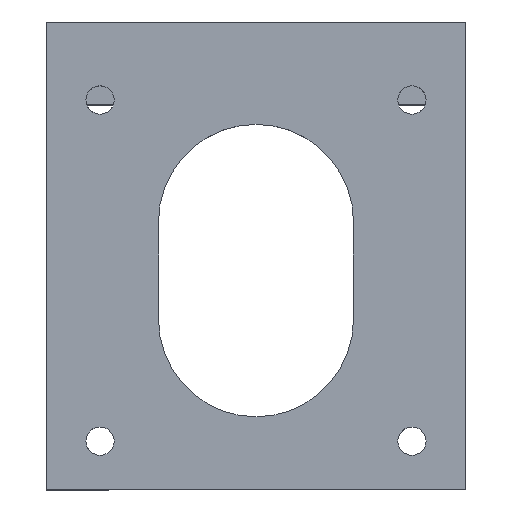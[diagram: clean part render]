
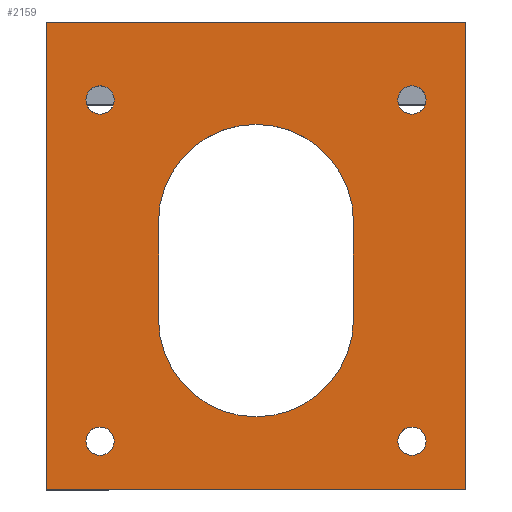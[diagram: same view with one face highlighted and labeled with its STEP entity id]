
A CAD part, top view. The second image highlights one B-rep face of the part: STEP entity #2159.
In plain terms, the highlighted planar face has unit normal (0, 0, 1).
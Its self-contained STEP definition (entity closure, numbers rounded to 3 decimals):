
#39 = CARTESIAN_POINT ( 'NONE',  ( 14.55, -43., 20. ) ) ;
#48 = ORIENTED_EDGE ( 'NONE', *, *, #1734, .F. ) ;
#66 = VERTEX_POINT ( 'NONE', #2889 ) ;
#75 = VERTEX_POINT ( 'NONE', #206 ) ;
#89 = LINE ( 'NONE', #3139, #125 ) ;
#109 = ORIENTED_EDGE ( 'NONE', *, *, #1643, .T. ) ;
#125 = VECTOR ( 'NONE', #409, 1000. ) ;
#171 = CARTESIAN_POINT ( 'NONE',  ( 10., -20.5, 20. ) ) ;
#202 = DIRECTION ( 'NONE',  ( 0., 0., 1. ) ) ;
#206 = CARTESIAN_POINT ( 'NONE',  ( -17.45, -8., 20. ) ) ;
#238 = DIRECTION ( 'NONE',  ( -1., 0., 0. ) ) ;
#239 = CARTESIAN_POINT ( 'NONE',  ( -16., -8., 20. ) ) ;
#245 = DIRECTION ( 'NONE',  ( 1., 0., 0. ) ) ;
#263 = DIRECTION ( 'NONE',  ( 0., 0., 1. ) ) ;
#275 = AXIS2_PLACEMENT_3D ( 'NONE', #1446, #1459, #1481 ) ;
#284 = VERTEX_POINT ( 'NONE', #1334 ) ;
#292 = VERTEX_POINT ( 'NONE', #2938 ) ;
#294 = DIRECTION ( 'NONE',  ( -1., 0., 0. ) ) ;
#341 = EDGE_LOOP ( 'NONE', ( #1916, #1327 ) ) ;
#345 = CARTESIAN_POINT ( 'NONE',  ( -14.55, -43., 20. ) ) ;
#360 = EDGE_CURVE ( 'NONE', #1161, #292, #89, .T. ) ;
#409 = DIRECTION ( 'NONE',  ( 0., 1., 0. ) ) ;
#441 = VERTEX_POINT ( 'NONE', #2580 ) ;
#442 = FACE_BOUND ( 'NONE', #2017, .T. ) ;
#461 = DIRECTION ( 'NONE',  ( 1., 0., 0. ) ) ;
#493 = VECTOR ( 'NONE', #2386, 1000. ) ;
#513 = CARTESIAN_POINT ( 'NONE',  ( 16., -43., 20. ) ) ;
#531 = CIRCLE ( 'NONE', #812, 10. ) ;
#552 = VERTEX_POINT ( 'NONE', #2640 ) ;
#558 = VECTOR ( 'NONE', #1605, 1000. ) ;
#575 = CARTESIAN_POINT ( 'NONE',  ( 16., -43., 20. ) ) ;
#590 = DIRECTION ( 'NONE',  ( 0., 0., 1. ) ) ;
#631 = DIRECTION ( 'NONE',  ( 0., -1., 0. ) ) ;
#632 = CARTESIAN_POINT ( 'NONE',  ( -16., -8., 20. ) ) ;
#642 = EDGE_LOOP ( 'NONE', ( #940, #1021, #2495, #2380 ) ) ;
#671 = VECTOR ( 'NONE', #631, 1000. ) ;
#674 = CARTESIAN_POINT ( 'NONE',  ( -10., -20.5, 20. ) ) ;
#681 = CARTESIAN_POINT ( 'NONE',  ( -21.5, 0., 20. ) ) ;
#733 = DIRECTION ( 'NONE',  ( 0., 0., 1. ) ) ;
#740 = ORIENTED_EDGE ( 'NONE', *, *, #1598, .T. ) ;
#746 = EDGE_CURVE ( 'NONE', #1169, #3482, #531, .T. ) ;
#780 = CIRCLE ( 'NONE', #898, 1.45 ) ;
#812 = AXIS2_PLACEMENT_3D ( 'NONE', #1739, #930, #891 ) ;
#835 = DIRECTION ( 'NONE',  ( 0., -1., 0. ) ) ;
#853 = EDGE_CURVE ( 'NONE', #3339, #552, #3394, .T. ) ;
#891 = DIRECTION ( 'NONE',  ( 1., 0., 0. ) ) ;
#897 = AXIS2_PLACEMENT_3D ( 'NONE', #239, #733, #1824 ) ;
#898 = AXIS2_PLACEMENT_3D ( 'NONE', #632, #1722, #1160 ) ;
#930 = DIRECTION ( 'NONE',  ( 0., 0., 1. ) ) ;
#935 = EDGE_CURVE ( 'NONE', #552, #1169, #1298, .T. ) ;
#940 = ORIENTED_EDGE ( 'NONE', *, *, #746, .F. ) ;
#981 = EDGE_CURVE ( 'NONE', #3482, #3339, #2192, .T. ) ;
#1001 = AXIS2_PLACEMENT_3D ( 'NONE', #3029, #590, #238 ) ;
#1021 = ORIENTED_EDGE ( 'NONE', *, *, #935, .F. ) ;
#1029 = CARTESIAN_POINT ( 'NONE',  ( 0., -30.5, 20. ) ) ;
#1040 = EDGE_CURVE ( 'NONE', #1505, #1055, #2489, .T. ) ;
#1055 = VERTEX_POINT ( 'NONE', #39 ) ;
#1086 = EDGE_CURVE ( 'NONE', #3493, #2946, #1233, .T. ) ;
#1090 = EDGE_CURVE ( 'NONE', #2028, #66, #1462, .T. ) ;
#1117 = AXIS2_PLACEMENT_3D ( 'NONE', #2991, #1640, #294 ) ;
#1160 = DIRECTION ( 'NONE',  ( 1., 0., 0. ) ) ;
#1161 = VERTEX_POINT ( 'NONE', #1933 ) ;
#1169 = VERTEX_POINT ( 'NONE', #1966 ) ;
#1233 = CIRCLE ( 'NONE', #1001, 1.45 ) ;
#1259 = CARTESIAN_POINT ( 'NONE',  ( 0., 0., 20. ) ) ;
#1287 = ORIENTED_EDGE ( 'NONE', *, *, #1040, .F. ) ;
#1298 = LINE ( 'NONE', #171, #493 ) ;
#1303 = CARTESIAN_POINT ( 'NONE',  ( -17.45, -43., 20. ) ) ;
#1327 = ORIENTED_EDGE ( 'NONE', *, *, #2721, .F. ) ;
#1334 = CARTESIAN_POINT ( 'NONE',  ( -14.55, -8., 20. ) ) ;
#1348 = CIRCLE ( 'NONE', #275, 1.45 ) ;
#1352 = AXIS2_PLACEMENT_3D ( 'NONE', #513, #263, #245 ) ;
#1380 = ORIENTED_EDGE ( 'NONE', *, *, #2400, .F. ) ;
#1403 = AXIS2_PLACEMENT_3D ( 'NONE', #575, #1661, #2742 ) ;
#1446 = CARTESIAN_POINT ( 'NONE',  ( 16., -8., 20. ) ) ;
#1459 = DIRECTION ( 'NONE',  ( 0., 0., 1. ) ) ;
#1462 = CIRCLE ( 'NONE', #1117, 1.45 ) ;
#1481 = DIRECTION ( 'NONE',  ( -1., 0., 0. ) ) ;
#1490 = EDGE_CURVE ( 'NONE', #284, #75, #1575, .T. ) ;
#1505 = VERTEX_POINT ( 'NONE', #1565 ) ;
#1541 = FACE_BOUND ( 'NONE', #642, .T. ) ;
#1565 = CARTESIAN_POINT ( 'NONE',  ( 17.45, -43., 20. ) ) ;
#1575 = CIRCLE ( 'NONE', #897, 1.45 ) ;
#1578 = VECTOR ( 'NONE', #1580, 1000. ) ;
#1580 = DIRECTION ( 'NONE',  ( -1., 0., 0. ) ) ;
#1598 = EDGE_CURVE ( 'NONE', #441, #1161, #3298, .T. ) ;
#1605 = DIRECTION ( 'NONE',  ( 1., 0., 0. ) ) ;
#1609 = DIRECTION ( 'NONE',  ( -1., 0., 0. ) ) ;
#1640 = DIRECTION ( 'NONE',  ( 0., 0., 1. ) ) ;
#1643 = EDGE_CURVE ( 'NONE', #2188, #441, #3119, .T. ) ;
#1661 = DIRECTION ( 'NONE',  ( 0., 0., 1. ) ) ;
#1702 = DIRECTION ( 'NONE',  ( 0., 0., 1. ) ) ;
#1722 = DIRECTION ( 'NONE',  ( 0., 0., 1. ) ) ;
#1734 = EDGE_CURVE ( 'NONE', #66, #2028, #1348, .T. ) ;
#1739 = CARTESIAN_POINT ( 'NONE',  ( 0., -20.5, 20. ) ) ;
#1752 = ORIENTED_EDGE ( 'NONE', *, *, #1490, .F. ) ;
#1778 = EDGE_CURVE ( 'NONE', #292, #2188, #2030, .T. ) ;
#1814 = FACE_BOUND ( 'NONE', #2811, .T. ) ;
#1815 = EDGE_LOOP ( 'NONE', ( #109, #740, #3289, #2824 ) ) ;
#1823 = DIRECTION ( 'NONE',  ( 1., 0., 0. ) ) ;
#1824 = DIRECTION ( 'NONE',  ( 1., 0., 0. ) ) ;
#1832 = CARTESIAN_POINT ( 'NONE',  ( -21.5, 0., 20. ) ) ;
#1866 = AXIS2_PLACEMENT_3D ( 'NONE', #1259, #3441, #461 ) ;
#1872 = CARTESIAN_POINT ( 'NONE',  ( -21.5, -48., 20. ) ) ;
#1886 = CARTESIAN_POINT ( 'NONE',  ( 14.55, -8., 20. ) ) ;
#1916 = ORIENTED_EDGE ( 'NONE', *, *, #1086, .F. ) ;
#1933 = CARTESIAN_POINT ( 'NONE',  ( 21.5, -48., 20. ) ) ;
#1966 = CARTESIAN_POINT ( 'NONE',  ( 10., -20.5, 20. ) ) ;
#1983 = CIRCLE ( 'NONE', #2887, 1.45 ) ;
#2016 = CARTESIAN_POINT ( 'NONE',  ( -21.5, 0., 20. ) ) ;
#2017 = EDGE_LOOP ( 'NONE', ( #1287, #1380 ) ) ;
#2028 = VERTEX_POINT ( 'NONE', #1886 ) ;
#2030 = LINE ( 'NONE', #681, #1578 ) ;
#2114 = PLANE ( 'NONE',  #1866 ) ;
#2159 = ADVANCED_FACE ( 'NONE', ( #1541, #2895, #442, #1814, #2359, #2379 ), #2114, .T. ) ;
#2188 = VERTEX_POINT ( 'NONE', #1832 ) ;
#2192 = LINE ( 'NONE', #3273, #2935 ) ;
#2232 = CARTESIAN_POINT ( 'NONE',  ( -16., -43., 20. ) ) ;
#2255 = ORIENTED_EDGE ( 'NONE', *, *, #1090, .F. ) ;
#2359 = FACE_BOUND ( 'NONE', #2473, .T. ) ;
#2379 = FACE_OUTER_BOUND ( 'NONE', #1815, .T. ) ;
#2380 = ORIENTED_EDGE ( 'NONE', *, *, #981, .F. ) ;
#2386 = DIRECTION ( 'NONE',  ( 0., 1., 0. ) ) ;
#2400 = EDGE_CURVE ( 'NONE', #1055, #1505, #3176, .T. ) ;
#2473 = EDGE_LOOP ( 'NONE', ( #1752, #3281 ) ) ;
#2489 = CIRCLE ( 'NONE', #1403, 1.45 ) ;
#2495 = ORIENTED_EDGE ( 'NONE', *, *, #853, .F. ) ;
#2580 = CARTESIAN_POINT ( 'NONE',  ( -21.5, -48., 20. ) ) ;
#2603 = AXIS2_PLACEMENT_3D ( 'NONE', #1029, #202, #1823 ) ;
#2640 = CARTESIAN_POINT ( 'NONE',  ( 10., -30.5, 20. ) ) ;
#2721 = EDGE_CURVE ( 'NONE', #2946, #3493, #1983, .T. ) ;
#2742 = DIRECTION ( 'NONE',  ( 1., 0., 0. ) ) ;
#2811 = EDGE_LOOP ( 'NONE', ( #48, #2255 ) ) ;
#2824 = ORIENTED_EDGE ( 'NONE', *, *, #1778, .T. ) ;
#2833 = EDGE_CURVE ( 'NONE', #75, #284, #780, .T. ) ;
#2887 = AXIS2_PLACEMENT_3D ( 'NONE', #2232, #1702, #1609 ) ;
#2889 = CARTESIAN_POINT ( 'NONE',  ( 17.45, -8., 20. ) ) ;
#2895 = FACE_BOUND ( 'NONE', #341, .T. ) ;
#2935 = VECTOR ( 'NONE', #835, 1000. ) ;
#2938 = CARTESIAN_POINT ( 'NONE',  ( 21.5, 0., 20. ) ) ;
#2946 = VERTEX_POINT ( 'NONE', #1303 ) ;
#2969 = CARTESIAN_POINT ( 'NONE',  ( -10., -30.5, 20. ) ) ;
#2991 = CARTESIAN_POINT ( 'NONE',  ( 16., -8., 20. ) ) ;
#3029 = CARTESIAN_POINT ( 'NONE',  ( -16., -43., 20. ) ) ;
#3119 = LINE ( 'NONE', #2016, #671 ) ;
#3139 = CARTESIAN_POINT ( 'NONE',  ( 21.5, 0., 20. ) ) ;
#3176 = CIRCLE ( 'NONE', #1352, 1.45 ) ;
#3273 = CARTESIAN_POINT ( 'NONE',  ( -10., -20.5, 20. ) ) ;
#3281 = ORIENTED_EDGE ( 'NONE', *, *, #2833, .F. ) ;
#3289 = ORIENTED_EDGE ( 'NONE', *, *, #360, .T. ) ;
#3298 = LINE ( 'NONE', #1872, #558 ) ;
#3339 = VERTEX_POINT ( 'NONE', #2969 ) ;
#3394 = CIRCLE ( 'NONE', #2603, 10. ) ;
#3441 = DIRECTION ( 'NONE',  ( 0., 0., 1. ) ) ;
#3482 = VERTEX_POINT ( 'NONE', #674 ) ;
#3493 = VERTEX_POINT ( 'NONE', #345 ) ;
